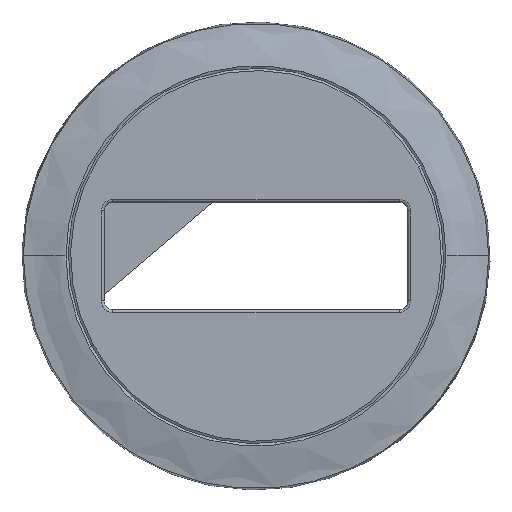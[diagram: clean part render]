
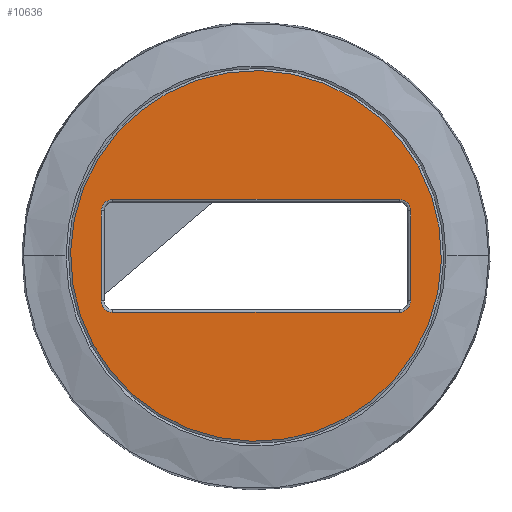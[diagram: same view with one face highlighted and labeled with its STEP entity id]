
A CAD part, top view. The second image highlights one B-rep face of the part: STEP entity #10636.
In plain terms, the highlighted planar face has unit normal (0, 0, 1).
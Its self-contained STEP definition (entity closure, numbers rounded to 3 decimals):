
#10606=AXIS2_PLACEMENT_3D('Plane Axis2P3D',#10603,#10604,#10605) ;
#10610=AXIS2_PLACEMENT_3D('Circle Axis2P3D',#10608,#10609,$) ;
#10619=AXIS2_PLACEMENT_3D('Circle Axis2P3D',#10617,#10618,$) ;
#10190=CARTESIAN_POINT('Vertex',(-17.509,-5.094,9.5)) ;
#10194=CARTESIAN_POINT('Control Point',(-16.209,-6.394,9.5)) ;
#10195=CARTESIAN_POINT('Control Point',(-16.329,-6.394,9.5)) ;
#10196=CARTESIAN_POINT('Control Point',(-16.449,-6.38,9.5)) ;
#10197=CARTESIAN_POINT('Control Point',(-16.566,-6.352,9.5)) ;
#10198=CARTESIAN_POINT('Control Point',(-16.817,-6.262,9.5)) ;
#10199=CARTESIAN_POINT('Control Point',(-17.037,-6.112,9.5)) ;
#10200=CARTESIAN_POINT('Control Point',(-17.145,-6.013,9.5)) ;
#10201=CARTESIAN_POINT('Control Point',(-17.331,-5.789,9.5)) ;
#10202=CARTESIAN_POINT('Control Point',(-17.449,-5.522,9.5)) ;
#10203=CARTESIAN_POINT('Control Point',(-17.489,-5.382,9.5)) ;
#10204=CARTESIAN_POINT('Control Point',(-17.509,-5.238,9.5)) ;
#10205=CARTESIAN_POINT('Control Point',(-17.509,-5.094,9.5)) ;
#10206=CARTESIAN_POINT('Vertex',(-16.209,-6.394,9.5)) ;
#10250=CARTESIAN_POINT('Vertex',(-17.509,5.094,9.5)) ;
#10253=CARTESIAN_POINT('Line Origine',(-17.509,0.,9.5)) ;
#10315=CARTESIAN_POINT('Vertex',(-16.209,6.394,9.5)) ;
#10319=CARTESIAN_POINT('Control Point',(-17.509,5.094,9.5)) ;
#10320=CARTESIAN_POINT('Control Point',(-17.509,5.214,9.5)) ;
#10321=CARTESIAN_POINT('Control Point',(-17.495,5.334,9.5)) ;
#10322=CARTESIAN_POINT('Control Point',(-17.467,5.451,9.5)) ;
#10323=CARTESIAN_POINT('Control Point',(-17.377,5.702,9.5)) ;
#10324=CARTESIAN_POINT('Control Point',(-17.227,5.922,9.5)) ;
#10325=CARTESIAN_POINT('Control Point',(-17.128,6.03,9.5)) ;
#10326=CARTESIAN_POINT('Control Point',(-16.904,6.216,9.5)) ;
#10327=CARTESIAN_POINT('Control Point',(-16.637,6.334,9.5)) ;
#10328=CARTESIAN_POINT('Control Point',(-16.497,6.374,9.5)) ;
#10329=CARTESIAN_POINT('Control Point',(-16.353,6.394,9.5)) ;
#10330=CARTESIAN_POINT('Control Point',(-16.209,6.394,9.5)) ;
#10364=CARTESIAN_POINT('Vertex',(16.209,6.394,9.5)) ;
#10367=CARTESIAN_POINT('Line Origine',(0.,6.394,9.5)) ;
#10429=CARTESIAN_POINT('Vertex',(17.509,5.094,9.5)) ;
#10433=CARTESIAN_POINT('Control Point',(16.209,6.394,9.5)) ;
#10434=CARTESIAN_POINT('Control Point',(16.329,6.394,9.5)) ;
#10435=CARTESIAN_POINT('Control Point',(16.449,6.38,9.5)) ;
#10436=CARTESIAN_POINT('Control Point',(16.566,6.352,9.5)) ;
#10437=CARTESIAN_POINT('Control Point',(16.817,6.262,9.5)) ;
#10438=CARTESIAN_POINT('Control Point',(17.037,6.112,9.5)) ;
#10439=CARTESIAN_POINT('Control Point',(17.145,6.013,9.5)) ;
#10440=CARTESIAN_POINT('Control Point',(17.331,5.789,9.5)) ;
#10441=CARTESIAN_POINT('Control Point',(17.449,5.522,9.5)) ;
#10442=CARTESIAN_POINT('Control Point',(17.489,5.382,9.5)) ;
#10443=CARTESIAN_POINT('Control Point',(17.509,5.238,9.5)) ;
#10444=CARTESIAN_POINT('Control Point',(17.509,5.094,9.5)) ;
#10478=CARTESIAN_POINT('Vertex',(17.509,-5.094,9.5)) ;
#10481=CARTESIAN_POINT('Line Origine',(17.509,0.,9.5)) ;
#10543=CARTESIAN_POINT('Vertex',(16.209,-6.394,9.5)) ;
#10547=CARTESIAN_POINT('Control Point',(17.509,-5.094,9.5)) ;
#10548=CARTESIAN_POINT('Control Point',(17.509,-5.214,9.5)) ;
#10549=CARTESIAN_POINT('Control Point',(17.495,-5.334,9.5)) ;
#10550=CARTESIAN_POINT('Control Point',(17.467,-5.451,9.5)) ;
#10551=CARTESIAN_POINT('Control Point',(17.377,-5.702,9.5)) ;
#10552=CARTESIAN_POINT('Control Point',(17.227,-5.922,9.5)) ;
#10553=CARTESIAN_POINT('Control Point',(17.128,-6.03,9.5)) ;
#10554=CARTESIAN_POINT('Control Point',(16.904,-6.216,9.5)) ;
#10555=CARTESIAN_POINT('Control Point',(16.637,-6.334,9.5)) ;
#10556=CARTESIAN_POINT('Control Point',(16.497,-6.374,9.5)) ;
#10557=CARTESIAN_POINT('Control Point',(16.353,-6.394,9.5)) ;
#10558=CARTESIAN_POINT('Control Point',(16.209,-6.394,9.5)) ;
#10586=CARTESIAN_POINT('Line Origine',(0.,-6.394,9.5)) ;
#10603=CARTESIAN_POINT('Axis2P3D Location',(0.,0.,9.5)) ;
#10608=CARTESIAN_POINT('Axis2P3D Location',(0.,0.,9.5)) ;
#10612=CARTESIAN_POINT('Vertex',(-18.421,-10.063,9.5)) ;
#10614=CARTESIAN_POINT('Vertex',(18.421,10.063,9.5)) ;
#10617=CARTESIAN_POINT('Axis2P3D Location',(0.,0.,9.5)) ;
#10254=DIRECTION('Vector Direction',(0.,1.,0.)) ;
#10368=DIRECTION('Vector Direction',(1.,0.,0.)) ;
#10482=DIRECTION('Vector Direction',(0.,-1.,0.)) ;
#10587=DIRECTION('Vector Direction',(1.,0.,0.)) ;
#10604=DIRECTION('Axis2P3D Direction',(0.,0.,-1.)) ;
#10605=DIRECTION('Axis2P3D XDirection',(0.,1.,0.)) ;
#10609=DIRECTION('Axis2P3D Direction',(0.,0.,-1.)) ;
#10618=DIRECTION('Axis2P3D Direction',(0.,0.,-1.)) ;
#10255=VECTOR('Line Direction',#10254,1.) ;
#10369=VECTOR('Line Direction',#10368,1.) ;
#10483=VECTOR('Line Direction',#10482,1.) ;
#10588=VECTOR('Line Direction',#10587,1.) ;
#10623=ORIENTED_EDGE('',*,*,#10616,.F.) ;
#10624=ORIENTED_EDGE('',*,*,#10621,.F.) ;
#10627=ORIENTED_EDGE('',*,*,#10208,.F.) ;
#10628=ORIENTED_EDGE('',*,*,#10257,.F.) ;
#10629=ORIENTED_EDGE('',*,*,#10331,.F.) ;
#10630=ORIENTED_EDGE('',*,*,#10371,.F.) ;
#10631=ORIENTED_EDGE('',*,*,#10445,.F.) ;
#10632=ORIENTED_EDGE('',*,*,#10485,.F.) ;
#10633=ORIENTED_EDGE('',*,*,#10559,.F.) ;
#10634=ORIENTED_EDGE('',*,*,#10590,.F.) ;
#10635=FACE_BOUND('',#10626,.T.) ;
#10636=ADVANCED_FACE('ED02719_A.1\\Corps principal Enjo Double fibre optique',(#10625,#10635),#10607,.F.) ;
#10193=B_SPLINE_CURVE_WITH_KNOTS('',5,(#10194,#10195,#10196,#10197,#10198,#10199,#10200,#10201,#10202,#10203,#10204,#10205),.UNSPECIFIED.,.F.,.U.,(6,3,3,6),(3.866,4.622,5.533,6.442),.UNSPECIFIED.) ;
#10318=B_SPLINE_CURVE_WITH_KNOTS('',5,(#10319,#10320,#10321,#10322,#10323,#10324,#10325,#10326,#10327,#10328,#10329,#10330),.UNSPECIFIED.,.F.,.U.,(6,3,3,6),(3.866,4.622,5.533,6.442),.UNSPECIFIED.) ;
#10432=B_SPLINE_CURVE_WITH_KNOTS('',5,(#10433,#10434,#10435,#10436,#10437,#10438,#10439,#10440,#10441,#10442,#10443,#10444),.UNSPECIFIED.,.F.,.U.,(6,3,3,6),(3.866,4.622,5.533,6.442),.UNSPECIFIED.) ;
#10546=B_SPLINE_CURVE_WITH_KNOTS('',5,(#10547,#10548,#10549,#10550,#10551,#10552,#10553,#10554,#10555,#10556,#10557,#10558),.UNSPECIFIED.,.F.,.U.,(6,3,3,6),(3.866,4.622,5.533,6.442),.UNSPECIFIED.) ;
#10611=CIRCLE('generated circle',#10610,20.99) ;
#10620=CIRCLE('generated circle',#10619,20.99) ;
#10208=EDGE_CURVE('',#10191,#10207,#10193,.F.) ;
#10257=EDGE_CURVE('',#10251,#10191,#10256,.F.) ;
#10331=EDGE_CURVE('',#10316,#10251,#10318,.F.) ;
#10371=EDGE_CURVE('',#10365,#10316,#10370,.F.) ;
#10445=EDGE_CURVE('',#10430,#10365,#10432,.F.) ;
#10485=EDGE_CURVE('',#10479,#10430,#10484,.F.) ;
#10559=EDGE_CURVE('',#10544,#10479,#10546,.F.) ;
#10590=EDGE_CURVE('',#10207,#10544,#10589,.T.) ;
#10616=EDGE_CURVE('',#10613,#10615,#10611,.T.) ;
#10621=EDGE_CURVE('',#10615,#10613,#10620,.T.) ;
#10622=EDGE_LOOP('',(#10623,#10624)) ;
#10626=EDGE_LOOP('',(#10627,#10628,#10629,#10630,#10631,#10632,#10633,#10634)) ;
#10625=FACE_OUTER_BOUND('',#10622,.T.) ;
#10256=LINE('Line',#10253,#10255) ;
#10370=LINE('Line',#10367,#10369) ;
#10484=LINE('Line',#10481,#10483) ;
#10589=LINE('Line',#10586,#10588) ;
#10607=PLANE('',#10606) ;
#10191=VERTEX_POINT('',#10190) ;
#10207=VERTEX_POINT('',#10206) ;
#10251=VERTEX_POINT('',#10250) ;
#10316=VERTEX_POINT('',#10315) ;
#10365=VERTEX_POINT('',#10364) ;
#10430=VERTEX_POINT('',#10429) ;
#10479=VERTEX_POINT('',#10478) ;
#10544=VERTEX_POINT('',#10543) ;
#10613=VERTEX_POINT('',#10612) ;
#10615=VERTEX_POINT('',#10614) ;
